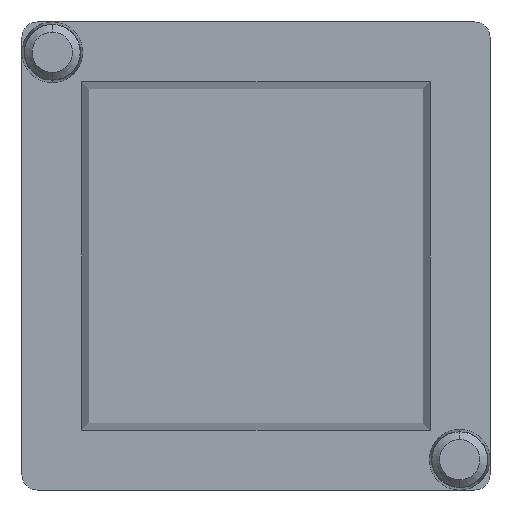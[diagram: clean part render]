
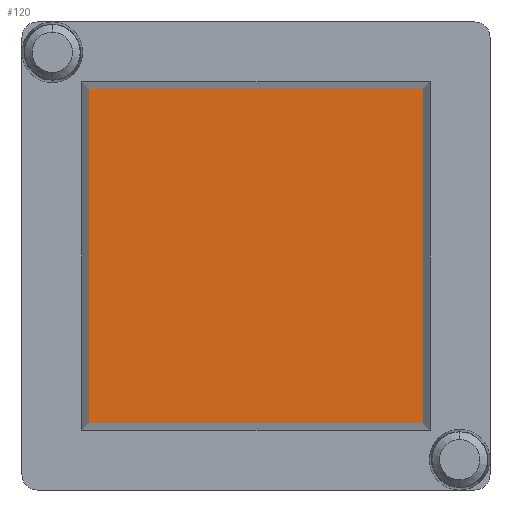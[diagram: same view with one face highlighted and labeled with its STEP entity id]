
A CAD part, front view. The second image highlights one B-rep face of the part: STEP entity #120.
In plain terms, the highlighted planar face has unit normal (0, -1, 0).
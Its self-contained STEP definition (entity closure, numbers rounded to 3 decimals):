
#9 = EDGE_LOOP ( 'NONE', ( #823, #303, #669, #976 ) ) ;
#38 = CARTESIAN_POINT ( 'NONE',  ( 1.677, 2.067, 0. ) ) ;
#45 = CARTESIAN_POINT ( 'NONE',  ( 0., 2.067, -1.677 ) ) ;
#66 = VERTEX_POINT ( 'NONE', #713 ) ;
#94 = VECTOR ( 'NONE', #1001, 1000. ) ;
#120 = ADVANCED_FACE ( 'NONE', ( #350 ), #224, .T. ) ;
#182 = CARTESIAN_POINT ( 'NONE',  ( 0., 2.067, 0. ) ) ;
#185 = VECTOR ( 'NONE', #273, 1000. ) ;
#224 = PLANE ( 'NONE',  #261 ) ;
#261 = AXIS2_PLACEMENT_3D ( 'NONE', #182, #855, #712 ) ;
#273 = DIRECTION ( 'NONE',  ( 0., 0., -1. ) ) ;
#303 = ORIENTED_EDGE ( 'NONE', *, *, #959, .T. ) ;
#326 = CARTESIAN_POINT ( 'NONE',  ( 1.677, 2.067, 1.677 ) ) ;
#350 = FACE_OUTER_BOUND ( 'NONE', #9, .T. ) ;
#426 = CARTESIAN_POINT ( 'NONE',  ( -1.677, 2.067, -1.677 ) ) ;
#428 = EDGE_CURVE ( 'NONE', #66, #539, #774, .T. ) ;
#433 = LINE ( 'NONE', #820, #185 ) ;
#470 = DIRECTION ( 'NONE',  ( 0., 0., 1. ) ) ;
#481 = CARTESIAN_POINT ( 'NONE',  ( -1.677, 2.067, 1.677 ) ) ;
#512 = EDGE_CURVE ( 'NONE', #551, #816, #433, .T. ) ;
#518 = VECTOR ( 'NONE', #470, 1000. ) ;
#539 = VERTEX_POINT ( 'NONE', #326 ) ;
#551 = VERTEX_POINT ( 'NONE', #481 ) ;
#659 = VECTOR ( 'NONE', #860, 1000. ) ;
#669 = ORIENTED_EDGE ( 'NONE', *, *, #428, .T. ) ;
#712 = DIRECTION ( 'NONE',  ( 0., 0., -1. ) ) ;
#713 = CARTESIAN_POINT ( 'NONE',  ( 1.677, 2.067, -1.677 ) ) ;
#774 = LINE ( 'NONE', #38, #518 ) ;
#816 = VERTEX_POINT ( 'NONE', #426 ) ;
#820 = CARTESIAN_POINT ( 'NONE',  ( -1.677, 2.067, 0. ) ) ;
#823 = ORIENTED_EDGE ( 'NONE', *, *, #512, .T. ) ;
#847 = LINE ( 'NONE', #1016, #94 ) ;
#855 = DIRECTION ( 'NONE',  ( 0., -1., 0. ) ) ;
#860 = DIRECTION ( 'NONE',  ( 1., 0., 0. ) ) ;
#959 = EDGE_CURVE ( 'NONE', #816, #66, #1129, .T. ) ;
#976 = ORIENTED_EDGE ( 'NONE', *, *, #1046, .T. ) ;
#1001 = DIRECTION ( 'NONE',  ( -1., 0., 0. ) ) ;
#1016 = CARTESIAN_POINT ( 'NONE',  ( 0., 2.067, 1.677 ) ) ;
#1046 = EDGE_CURVE ( 'NONE', #539, #551, #847, .T. ) ;
#1129 = LINE ( 'NONE', #45, #659 ) ;
